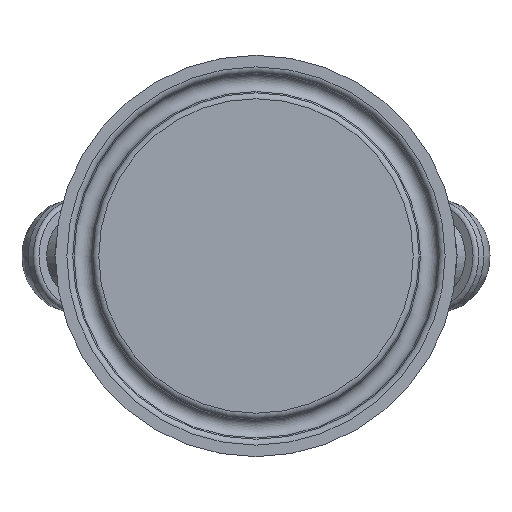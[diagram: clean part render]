
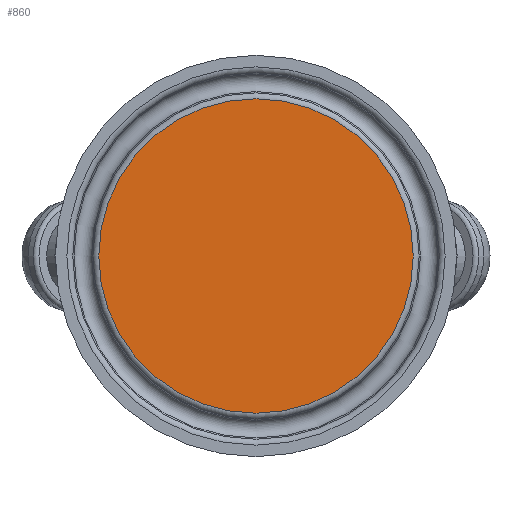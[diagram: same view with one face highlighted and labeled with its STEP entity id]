
A CAD part, front view. The second image highlights one B-rep face of the part: STEP entity #860.
In plain terms, the highlighted planar face has unit normal (0, -1, 0).
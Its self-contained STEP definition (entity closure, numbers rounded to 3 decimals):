
#172=CIRCLE('',#936,19.747);
#246=PLANE('',#941);
#260=FACE_OUTER_BOUND('',#314,.T.);
#314=EDGE_LOOP('',(#601));
#386=VERTEX_POINT('',#1472);
#467=EDGE_CURVE('',#386,#386,#172,.T.);
#601=ORIENTED_EDGE('',*,*,#467,.F.);
#860=ADVANCED_FACE('',(#260),#246,.T.);
#936=AXIS2_PLACEMENT_3D('',#1474,#1084,#1085);
#941=AXIS2_PLACEMENT_3D('',#1482,#1095,#1096);
#1084=DIRECTION('center_axis',(0.,1.,0.));
#1085=DIRECTION('ref_axis',(1.,0.,0.));
#1095=DIRECTION('center_axis',(0.,-1.,0.));
#1096=DIRECTION('ref_axis',(0.,0.,-1.));
#1472=CARTESIAN_POINT('',(0.,0.,-19.747));
#1474=CARTESIAN_POINT('Origin',(0.,0.,0.));
#1482=CARTESIAN_POINT('Origin',(-12.388,0.,
0.));
